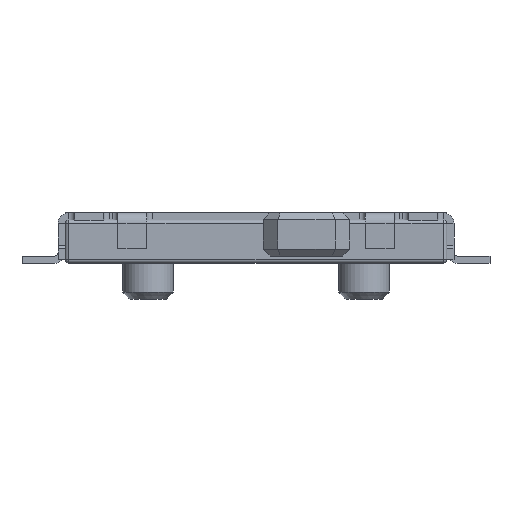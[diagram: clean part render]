
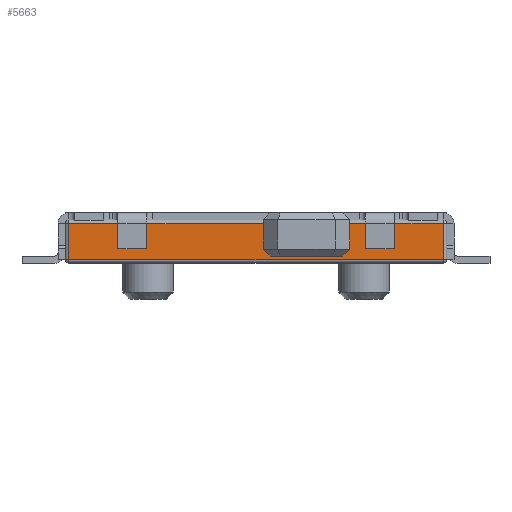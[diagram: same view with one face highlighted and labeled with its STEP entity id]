
A CAD part, front view. The second image highlights one B-rep face of the part: STEP entity #5663.
In plain terms, the highlighted planar face has unit normal (0, -1, 0).
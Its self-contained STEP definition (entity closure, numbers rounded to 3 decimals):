
#5369 = EDGE_CURVE('',#5370,#5372,#5374,.T.);
#5370 = VERTEX_POINT('',#5371);
#5371 = CARTESIAN_POINT('',(2.6,-1.15,0.05));
#5372 = VERTEX_POINT('',#5373);
#5373 = CARTESIAN_POINT('',(-2.6,-1.15,0.05));
#5374 = LINE('',#5375,#5376);
#5375 = CARTESIAN_POINT('',(2.65,-1.15,0.05));
#5376 = VECTOR('',#5377,1.);
#5377 = DIRECTION('',(-1.,0.,0.));
#5663 = ADVANCED_FACE('',(#5664),#5737,.T.);
#5664 = FACE_BOUND('',#5665,.T.);
#5665 = EDGE_LOOP('',(#5666,#5676,#5684,#5690,#5691,#5699,#5707,#5715,
    #5723,#5731));
#5666 = ORIENTED_EDGE('',*,*,#5667,.F.);
#5667 = EDGE_CURVE('',#5668,#5670,#5672,.T.);
#5668 = VERTEX_POINT('',#5669);
#5669 = CARTESIAN_POINT('',(0.1,-1.15,0.55));
#5670 = VERTEX_POINT('',#5671);
#5671 = CARTESIAN_POINT('',(0.1,-1.15,0.195));
#5672 = LINE('',#5673,#5674);
#5673 = CARTESIAN_POINT('',(0.1,-1.15,0.05));
#5674 = VECTOR('',#5675,1.);
#5675 = DIRECTION('',(-0.,-0.,-1.));
#5676 = ORIENTED_EDGE('',*,*,#5677,.T.);
#5677 = EDGE_CURVE('',#5668,#5678,#5680,.T.);
#5678 = VERTEX_POINT('',#5679);
#5679 = CARTESIAN_POINT('',(-2.6,-1.15,0.55));
#5680 = LINE('',#5681,#5682);
#5681 = CARTESIAN_POINT('',(2.65,-1.15,0.55));
#5682 = VECTOR('',#5683,1.);
#5683 = DIRECTION('',(-1.,0.,0.));
#5684 = ORIENTED_EDGE('',*,*,#5685,.F.);
#5685 = EDGE_CURVE('',#5372,#5678,#5686,.T.);
#5686 = LINE('',#5687,#5688);
#5687 = CARTESIAN_POINT('',(-2.6,-1.15,0.));
#5688 = VECTOR('',#5689,1.);
#5689 = DIRECTION('',(0.,0.,1.));
#5690 = ORIENTED_EDGE('',*,*,#5369,.F.);
#5691 = ORIENTED_EDGE('',*,*,#5692,.T.);
#5692 = EDGE_CURVE('',#5370,#5693,#5695,.T.);
#5693 = VERTEX_POINT('',#5694);
#5694 = CARTESIAN_POINT('',(2.6,-1.15,0.55));
#5695 = LINE('',#5696,#5697);
#5696 = CARTESIAN_POINT('',(2.6,-1.15,0.));
#5697 = VECTOR('',#5698,1.);
#5698 = DIRECTION('',(0.,0.,1.));
#5699 = ORIENTED_EDGE('',*,*,#5700,.T.);
#5700 = EDGE_CURVE('',#5693,#5701,#5703,.T.);
#5701 = VERTEX_POINT('',#5702);
#5702 = CARTESIAN_POINT('',(1.3,-1.15,0.55));
#5703 = LINE('',#5704,#5705);
#5704 = CARTESIAN_POINT('',(2.65,-1.15,0.55));
#5705 = VECTOR('',#5706,1.);
#5706 = DIRECTION('',(-1.,0.,0.));
#5707 = ORIENTED_EDGE('',*,*,#5708,.F.);
#5708 = EDGE_CURVE('',#5709,#5701,#5711,.T.);
#5709 = VERTEX_POINT('',#5710);
#5710 = CARTESIAN_POINT('',(1.3,-1.15,0.195));
#5711 = LINE('',#5712,#5713);
#5712 = CARTESIAN_POINT('',(1.3,-1.15,0.05));
#5713 = VECTOR('',#5714,1.);
#5714 = DIRECTION('',(0.,0.,1.));
#5715 = ORIENTED_EDGE('',*,*,#5716,.T.);
#5716 = EDGE_CURVE('',#5709,#5717,#5719,.T.);
#5717 = VERTEX_POINT('',#5718);
#5718 = CARTESIAN_POINT('',(1.205,-1.15,0.1));
#5719 = LINE('',#5720,#5721);
#5720 = CARTESIAN_POINT('',(1.565,-1.15,0.46));
#5721 = VECTOR('',#5722,1.);
#5722 = DIRECTION('',(-0.707,-0.,-0.707));
#5723 = ORIENTED_EDGE('',*,*,#5724,.T.);
#5724 = EDGE_CURVE('',#5717,#5725,#5727,.T.);
#5725 = VERTEX_POINT('',#5726);
#5726 = CARTESIAN_POINT('',(0.195,-1.15,0.1));
#5727 = LINE('',#5728,#5729);
#5728 = CARTESIAN_POINT('',(1.675,-1.15,0.1));
#5729 = VECTOR('',#5730,1.);
#5730 = DIRECTION('',(-1.,0.,0.));
#5731 = ORIENTED_EDGE('',*,*,#5732,.F.);
#5732 = EDGE_CURVE('',#5670,#5725,#5733,.T.);
#5733 = LINE('',#5734,#5735);
#5734 = CARTESIAN_POINT('',(0.81,-1.15,-0.515));
#5735 = VECTOR('',#5736,1.);
#5736 = DIRECTION('',(0.707,0.,-0.707));
#5737 = PLANE('',#5738);
#5738 = AXIS2_PLACEMENT_3D('',#5739,#5740,#5741);
#5739 = CARTESIAN_POINT('',(2.65,-1.15,0.));
#5740 = DIRECTION('',(0.,-1.,0.));
#5741 = DIRECTION('',(-1.,0.,0.));
